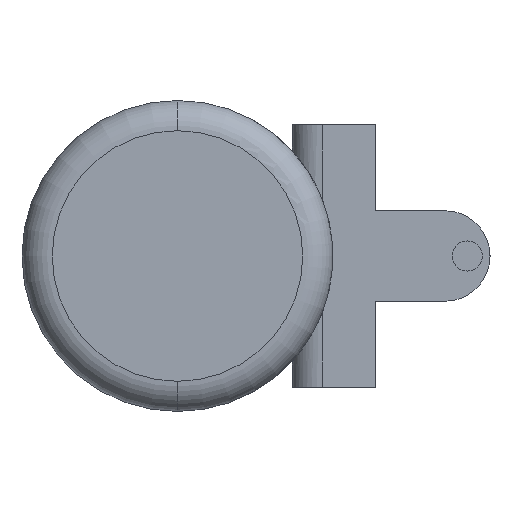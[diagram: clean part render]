
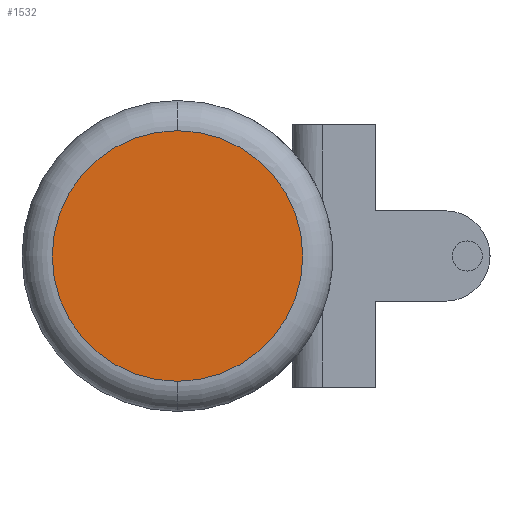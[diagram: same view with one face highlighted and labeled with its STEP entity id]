
A CAD part, left-side view. The second image highlights one B-rep face of the part: STEP entity #1532.
In plain terms, the highlighted planar face has unit normal (-1, 0, 0).
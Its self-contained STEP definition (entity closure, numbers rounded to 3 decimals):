
#33 = DIRECTION ( 'NONE',  ( -1., 0., 0. ) ) ;
#96 = DIRECTION ( 'NONE',  ( -1., 0., 0. ) ) ;
#203 = CARTESIAN_POINT ( 'NONE',  ( -19., 7.75, -4.15 ) ) ;
#218 = CIRCLE ( 'NONE', #1493, 4.15 ) ;
#312 = CARTESIAN_POINT ( 'NONE',  ( -19., 7.75, 4.15 ) ) ;
#327 = CARTESIAN_POINT ( 'NONE',  ( -19., 7.75, 0. ) ) ;
#361 = CARTESIAN_POINT ( 'NONE',  ( -19., 7.75, 0. ) ) ;
#498 = EDGE_CURVE ( 'NONE', #1570, #591, #218, .T. ) ;
#577 = PLANE ( 'NONE',  #729 ) ;
#591 = VERTEX_POINT ( 'NONE', #312 ) ;
#618 = ORIENTED_EDGE ( 'NONE', *, *, #1189, .T. ) ;
#696 = EDGE_LOOP ( 'NONE', ( #1129, #618 ) ) ;
#726 = CIRCLE ( 'NONE', #1313, 4.15 ) ;
#729 = AXIS2_PLACEMENT_3D ( 'NONE', #327, #1229, #1498 ) ;
#847 = FACE_OUTER_BOUND ( 'NONE', #696, .T. ) ;
#1129 = ORIENTED_EDGE ( 'NONE', *, *, #498, .T. ) ;
#1158 = DIRECTION ( 'NONE',  ( 0., 0., -1. ) ) ;
#1189 = EDGE_CURVE ( 'NONE', #591, #1570, #726, .T. ) ;
#1209 = CARTESIAN_POINT ( 'NONE',  ( -19., 7.75, 0. ) ) ;
#1229 = DIRECTION ( 'NONE',  ( 1., 0., 0. ) ) ;
#1313 = AXIS2_PLACEMENT_3D ( 'NONE', #1209, #33, #1158 ) ;
#1493 = AXIS2_PLACEMENT_3D ( 'NONE', #361, #96, #1520 ) ;
#1498 = DIRECTION ( 'NONE',  ( 0., 1., 0. ) ) ;
#1520 = DIRECTION ( 'NONE',  ( 0., 0., -1. ) ) ;
#1532 = ADVANCED_FACE ( 'NONE', ( #847 ), #577, .F. ) ;
#1570 = VERTEX_POINT ( 'NONE', #203 ) ;
